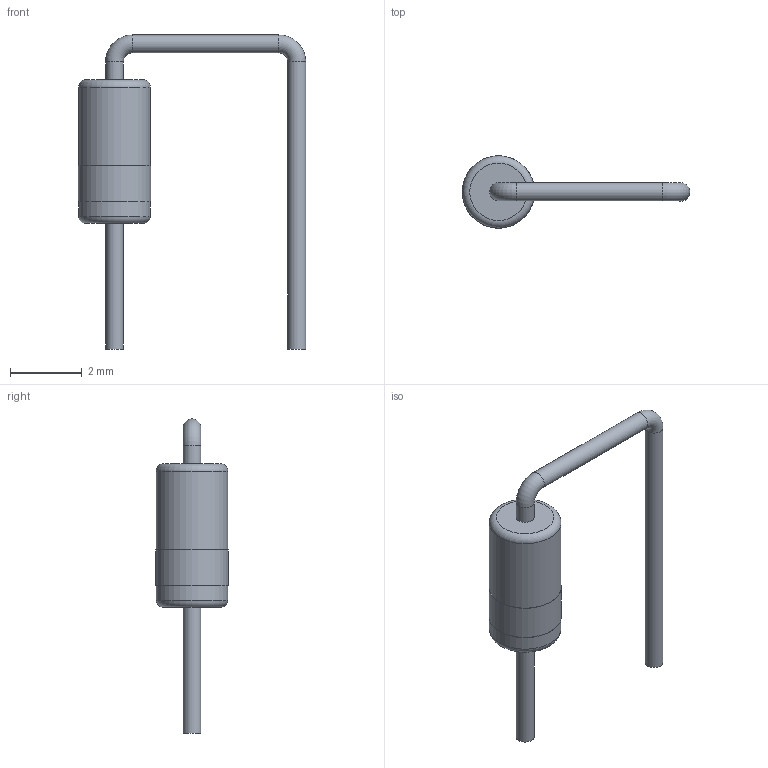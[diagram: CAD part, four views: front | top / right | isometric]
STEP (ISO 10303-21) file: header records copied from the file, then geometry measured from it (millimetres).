
FILE_DESCRIPTION(('FreeCAD Model'),'2;1');
FILE_NAME('D_DO-35_SOD27_P5.08mm_Vertical_AnodeUp.step','2017-11-23T22:07:20',( 'kicad StepUp'),('ksu MCAD'),'Open CASCADE STEP processor 7.1', 'FreeCAD','Unknown');
FILE_SCHEMA(('AUTOMOTIVE_DESIGN { 1 0 10303 214 1 1 1 1 }'));
Length unit declared in the file: millimetre
Products named in the file (1): D_DO-35_SOD27_P5.08mm_Vertical_AnodeUp
Bounding box: 6.34 x 2.02 x 8.75 mm (x, y, z)
Volume: 16 mm3; surface area: 58.2 mm2
Topology: 1 solids, 1 shells, 17 faces, 27 edges, 16 vertices
Faces by surface type: cylinder 7, plane 6, torus 4
Full cylindrical faces by diameter (mm): 0.5 x4, 2 x2, 2.02 x1
Entity records: 342 total; most frequent: ORIENTED_EDGE 51, CARTESIAN_POINT 40, AXIS2_PLACEMENT_3D 29, EDGE_CURVE 27, DIRECTION 23, FACE_BOUND 21, EDGE_LOOP 21, CIRCLE 20
